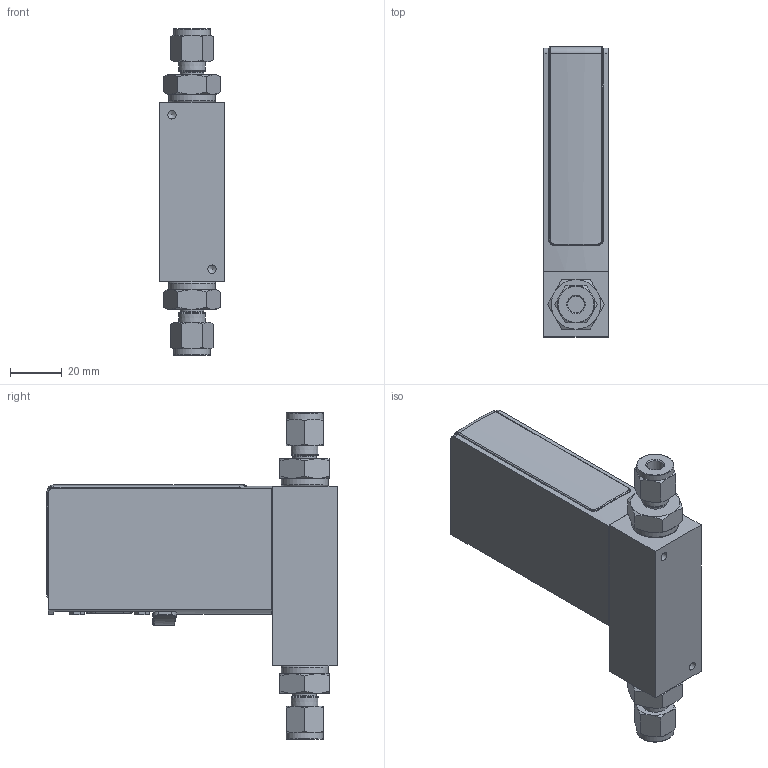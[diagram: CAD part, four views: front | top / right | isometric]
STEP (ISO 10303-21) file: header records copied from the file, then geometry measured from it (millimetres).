
FILE_DESCRIPTION(/* description */ (''),/* implementation_level */ '2;1');
FILE_NAME(/* name */ 'FG-111B.stp',/* time_stamp */ '2021-05-11T12:04:33+02:00',/* author */ ('M-Huiskes'),/* organization */ (''),/* preprocessor_version */ 'ST-DEVELOPER v18.1',/* originating_system */ 'Autodesk Inventor 2021',/* authorisation */ '');
FILE_SCHEMA (('AUTOMOTIVE_DESIGN { 1 0 10303 214 3 1 1 }'));
Length unit declared in the file: millimetre
Products named in the file (1): Part6
Bounding box: 25 x 111.72 x 125.8 mm (x, y, z)
Volume: 156508.5 mm3; surface area: 32246.5 mm2
Topology: 1 solids, 15 shells, 884 faces, 2118 edges, 1325 vertices
Faces by surface type: plane 428, cylinder 171, cone 117, bspline 85, sphere 56, torus 27
Full cylindrical faces by diameter (mm): 1.2 x1, 1.626 x2, 1.71 x2, 2.459 x2, 2.729 x1, 3 x6, 3.242 x2, 3.3 x5, 5.328 x2, 6.35 x2, 8.997 x2, 14.287 x2, 18.034 x2
Entity records: 28382 total; most frequent: CARTESIAN_POINT 7537, ORIENTED_EDGE 4226, DIRECTION 4086, EDGE_CURVE 2113, AXIS2_PLACEMENT_3D 1553, VERTEX_POINT 1325, LINE 980, VECTOR 980
